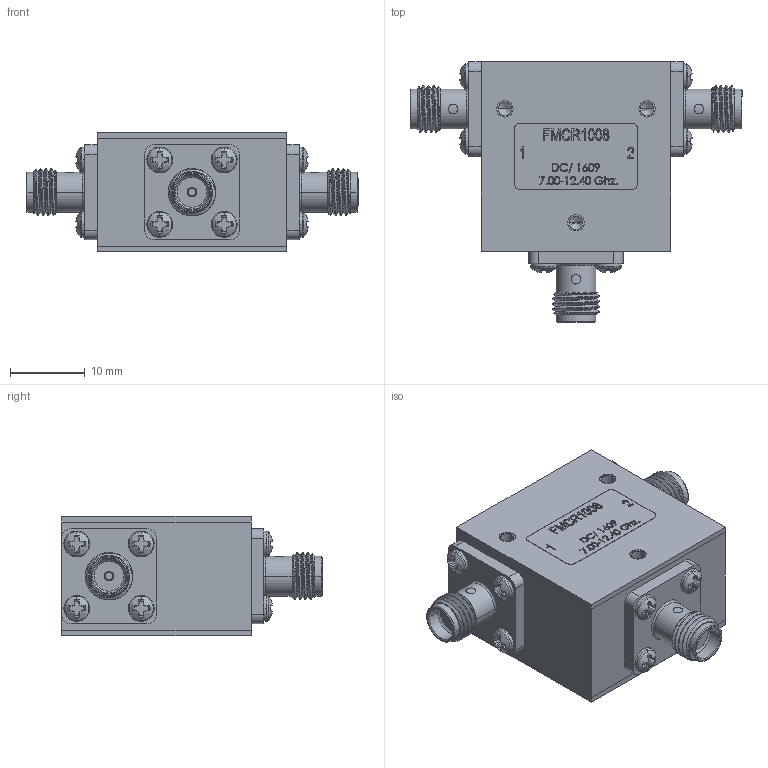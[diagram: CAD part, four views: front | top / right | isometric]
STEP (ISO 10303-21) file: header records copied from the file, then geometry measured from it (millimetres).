
FILE_DESCRIPTION (( 'STEP AP203' ), '1' );
FILE_NAME ('PE83CR1008-FMCR1008.step', '2018-09-13T14:56:03', ( '' ), ( '' ), 'SwSTEP 2.0', 'SolidWorks 2017', '' );
FILE_SCHEMA (( 'CONFIG_CONTROL_DESIGN' ));
Products named in the file (1): PE83CR1008-FMCR1008
Bounding box: 44.45 x 34.92 x 16.05 mm (x, y, z)
Volume: 11647.1 mm3; surface area: 5800.3 mm2
Topology: 4 solids, 4 shells, 1262 faces, 3367 edges, 2218 vertices
Faces by surface type: plane 463, cylinder 397, bspline 258, cone 138, torus 6
Entity records: 70444 total; most frequent: CARTESIAN_POINT 42486, ORIENTED_EDGE 6722, DIRECTION 4572, EDGE_CURVE 3361, VERTEX_POINT 2218, AXIS2_PLACEMENT_3D 1571, VECTOR 1430, LINE 1430
